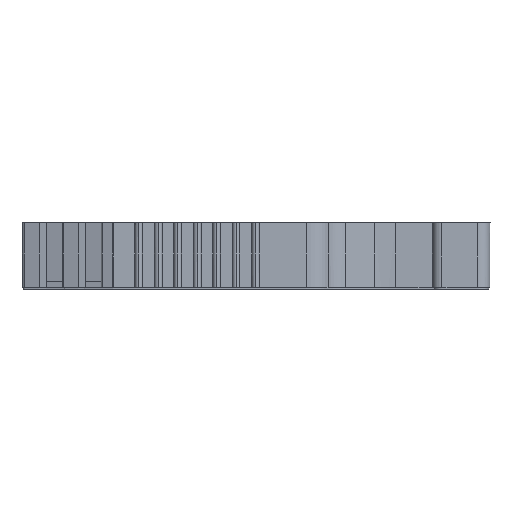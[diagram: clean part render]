
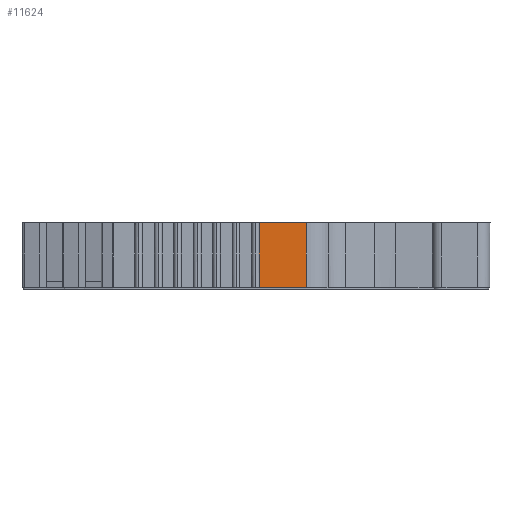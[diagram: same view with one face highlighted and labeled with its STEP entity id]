
A CAD part, left-side view. The second image highlights one B-rep face of the part: STEP entity #11624.
In plain terms, the highlighted planar face has unit normal (-1, 0, 0).
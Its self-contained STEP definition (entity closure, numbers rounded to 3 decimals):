
#156 = VERTEX_POINT ( 'NONE', #4818 ) ;
#186 = DIRECTION ( 'NONE',  ( 0., 1., 0. ) ) ;
#697 = VECTOR ( 'NONE', #1008, 1000. ) ;
#1008 = DIRECTION ( 'NONE',  ( 0., 1., 0. ) ) ;
#1187 = LINE ( 'NONE', #3777, #12189 ) ;
#1552 = CARTESIAN_POINT ( 'NONE',  ( -69.902, -9.064, 19.345 ) ) ;
#1927 = CARTESIAN_POINT ( 'NONE',  ( -69.902, -1.517, 24.345 ) ) ;
#2688 = EDGE_CURVE ( 'NONE', #13696, #156, #8359, .T. ) ;
#2743 = EDGE_CURVE ( 'NONE', #156, #9101, #3668, .T. ) ;
#3668 = LINE ( 'NONE', #18366, #18361 ) ;
#3777 = CARTESIAN_POINT ( 'NONE',  ( -69.902, -1.517, 24.395 ) ) ;
#4680 = ORIENTED_EDGE ( 'NONE', *, *, #17192, .F. ) ;
#4818 = CARTESIAN_POINT ( 'NONE',  ( -69.902, 2.098, 19.345 ) ) ;
#5483 = ORIENTED_EDGE ( 'NONE', *, *, #11345, .F. ) ;
#5519 = CARTESIAN_POINT ( 'NONE',  ( -69.902, 2.098, 24.345 ) ) ;
#5693 = DIRECTION ( 'NONE',  ( 0., 0., 1. ) ) ;
#8359 = LINE ( 'NONE', #1552, #697 ) ;
#8629 = AXIS2_PLACEMENT_3D ( 'NONE', #17307, #8776, #186 ) ;
#8776 = DIRECTION ( 'NONE',  ( 1., 0., 0. ) ) ;
#9101 = VERTEX_POINT ( 'NONE', #5519 ) ;
#9177 = CARTESIAN_POINT ( 'NONE',  ( -69.902, -1.517, 19.345 ) ) ;
#10011 = ORIENTED_EDGE ( 'NONE', *, *, #2688, .F. ) ;
#10502 = CARTESIAN_POINT ( 'NONE',  ( -69.902, -0.312, 24.345 ) ) ;
#11345 = EDGE_CURVE ( 'NONE', #16181, #13696, #1187, .T. ) ;
#11391 = B_SPLINE_CURVE_WITH_KNOTS ( 'NONE', 3,
 ( #14759, #17598, #10502, #1927 ),
 .UNSPECIFIED., .F., .F.,
 ( 4, 4 ),
 ( 0., 1. ),
 .UNSPECIFIED. ) ;
#11595 = PLANE ( 'NONE',  #8629 ) ;
#11624 = ADVANCED_FACE ( 'NONE', ( #16162 ), #11595, .F. ) ;
#12189 = VECTOR ( 'NONE', #15162, 1000. ) ;
#12290 = ORIENTED_EDGE ( 'NONE', *, *, #2743, .F. ) ;
#13619 = CARTESIAN_POINT ( 'NONE',  ( -69.902, -1.517, 24.345 ) ) ;
#13696 = VERTEX_POINT ( 'NONE', #9177 ) ;
#14759 = CARTESIAN_POINT ( 'NONE',  ( -69.902, 2.098, 24.345 ) ) ;
#15162 = DIRECTION ( 'NONE',  ( 0., 0., -1. ) ) ;
#16162 = FACE_OUTER_BOUND ( 'NONE', #16833, .T. ) ;
#16181 = VERTEX_POINT ( 'NONE', #13619 ) ;
#16833 = EDGE_LOOP ( 'NONE', ( #12290, #10011, #5483, #4680 ) ) ;
#17192 = EDGE_CURVE ( 'NONE', #9101, #16181, #11391, .T. ) ;
#17307 = CARTESIAN_POINT ( 'NONE',  ( -69.902, -1.517, 24.395 ) ) ;
#17598 = CARTESIAN_POINT ( 'NONE',  ( -69.902, 0.893, 24.345 ) ) ;
#18361 = VECTOR ( 'NONE', #5693, 1000. ) ;
#18366 = CARTESIAN_POINT ( 'NONE',  ( -69.902, 2.098, 24.395 ) ) ;
